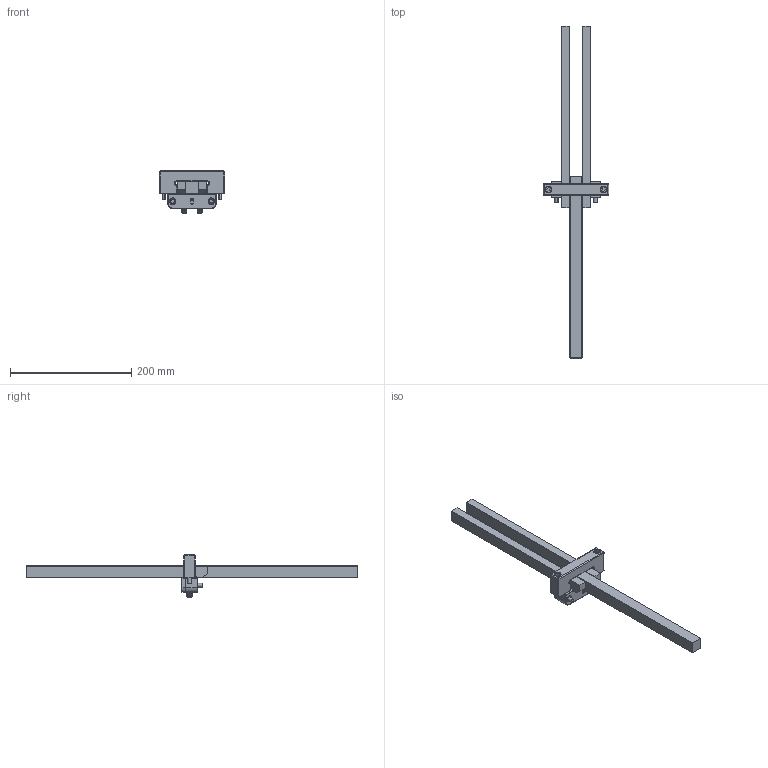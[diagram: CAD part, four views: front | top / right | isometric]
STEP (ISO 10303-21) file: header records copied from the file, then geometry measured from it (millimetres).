
FILE_DESCRIPTION (( 'STEP AP203' ), '1' );
FILE_NAME ('PLCM20-300.step', '2020-09-29T15:09:55', ( 'Microsoft Corporation' ), ( 'MS' ), 'SwSTEP 2.0', 'SolidWorks 2018', '' );
FILE_SCHEMA (( 'CONFIG_CONTROL_DESIGN' ));
Length unit declared in the file: millimetre
Products named in the file (11): PLCM20-WB; 250x1-Spring; SHCSM6-1L40_SHCSM6-1L40; PLCM20-CB300; PLCM20-GB; 3MMX16-DOWEL; PLCM20-LB300; LHCSM6-1L30_LHCSM6-1L30; PLCM20-300; PLCM20-GP; PLCM20-TG
Assembly tree (14 placements, depth 2):
  PLCM20-300
    PLCM20-TG
    PLCM20-WB
    3MMX16-DOWEL
    250x1-Spring  x2
    PLCM20-CB300  x2
    PLCM20-GP
    PLCM20-LB300
    LHCSM6-1L30_LHCSM6-1L30  x2
    PLCM20-GB
    SHCSM6-1L40_SHCSM6-1L40  x2
Bounding box: 108 x 548.36 x 69.5 mm (x, y, z)
Volume: 385406.9 mm3; surface area: 102430.1 mm2
Topology: 14 solids, 14 shells, 427 faces, 970 edges, 581 vertices
Faces by surface type: plane 228, cylinder 101, cone 56, torus 30, bspline 8, sphere 4
Entity records: 13973 total; most frequent: CARTESIAN_POINT 4593, DIRECTION 1762, ORIENTED_EDGE 1622, EDGE_CURVE 811, AXIS2_PLACEMENT_3D 626, VECTOR 510, LINE 510, VERTEX_POINT 485
